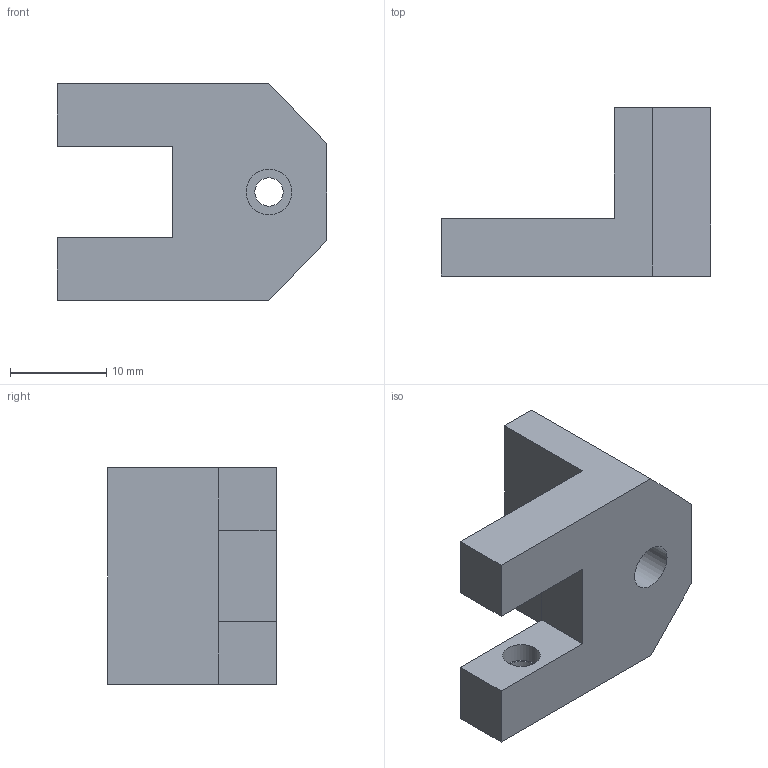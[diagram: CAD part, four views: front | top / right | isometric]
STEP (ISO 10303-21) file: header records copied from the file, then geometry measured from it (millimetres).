
FILE_DESCRIPTION(/* description */ (''),/* implementation_level */ '2;1');
FILE_NAME(/* name */ 'Stereotax clamp P1.0.step',/* time_stamp */ '2018-01-24T10:29:53-05:00',/* author */ ('alexander.jacob'),/* organization */ (''),/* preprocessor_version */ 'ST-DEVELOPER v16.13',/* originating_system */ 'Autodesk Translation Framework v6.5.0.72',/* authorisation */ '');
FILE_SCHEMA (('AUTOMOTIVE_DESIGN { 1 0 10303 214 3 1 1 }'));
Length unit declared in the file: millimetre
Products named in the file (1): Stereotax clamp P1.0
Bounding box: 28 x 17.5 x 22.5 mm (x, y, z)
Volume: 4648.4 mm3; surface area: 2626.8 mm2
Topology: 1 solids, 1 shells, 24 faces, 56 edges, 38 vertices
Faces by surface type: plane 18, cylinder 6
Full cylindrical faces by diameter (mm): 2.95 x1, 3.6 x1, 3.9 x1, 4.75 x2, 5.5 x1
Entity records: 720 total; most frequent: DIRECTION 120, CARTESIAN_POINT 119, ORIENTED_EDGE 112, EDGE_CURVE 56, LINE 42, VECTOR 42, AXIS2_PLACEMENT_3D 39, VERTEX_POINT 38
